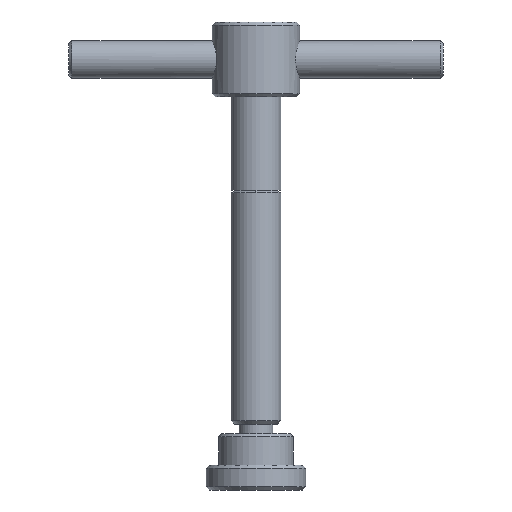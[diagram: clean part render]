
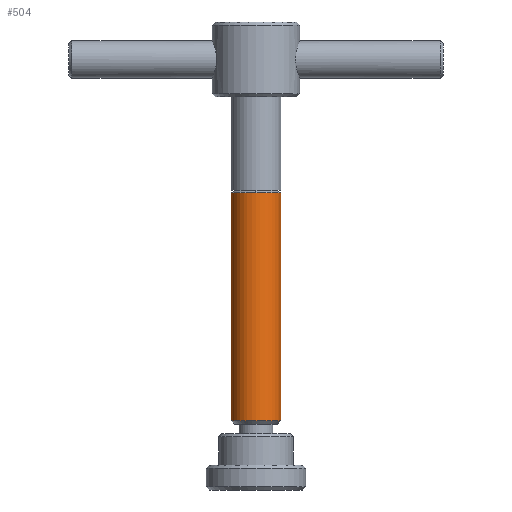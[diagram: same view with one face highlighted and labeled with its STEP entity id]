
A CAD part, front view. The second image highlights one B-rep face of the part: STEP entity #504.
In plain terms, the highlighted cylindrical face has radius 4 mm (diameter 8 mm), a partial arc.
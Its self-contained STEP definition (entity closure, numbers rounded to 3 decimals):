
#256=EDGE_CURVE('',#384,#408,#658,.T.);
#312=EDGE_CURVE('',#408,#348,#722,.T.);
#348=VERTEX_POINT('',#768);
#378=EDGE_CURVE('',#474,#482,#801,.T.);
#380=EDGE_CURVE('',#482,#384,#803,.T.);
#384=VERTEX_POINT('',#807);
#408=VERTEX_POINT('',#834);
#452=EDGE_CURVE('',#348,#474,#881,.T.);
#474=VERTEX_POINT('',#906);
#482=VERTEX_POINT('',#914);
#504=ADVANCED_FACE('',(#938),#939,.T.);
#658=CIRCLE('',#1110,4.0);
#722=LINE('',#1214,#1215);
#768=CARTESIAN_POINT('',(4.,0.,47.609));
#801=CIRCLE('',#1310,4.0);
#803=LINE('',#1313,#1314);
#807=CARTESIAN_POINT('',(-4.,0.,11.1));
#834=CARTESIAN_POINT('',(4.,0.,11.1));
#881=CIRCLE('',#1464,4.0);
#906=CARTESIAN_POINT('',(0.,-4.,47.609));
#914=CARTESIAN_POINT('',(-4.,0.,47.609));
#938=FACE_OUTER_BOUND('',#1587,.T.);
#939=CYLINDRICAL_SURFACE('',#1588,4.0);
#1110=AXIS2_PLACEMENT_3D('',#1802,#1803,#1804);
#1214=CARTESIAN_POINT('',(4.,0.,37.05));
#1215=VECTOR('',#1899,1.0);
#1310=AXIS2_PLACEMENT_3D('',#2037,#2038,#2039);
#1313=CARTESIAN_POINT('',(-4.,0.,37.05));
#1314=VECTOR('',#2040,1.0);
#1464=AXIS2_PLACEMENT_3D('',#2109,#2110,#2111);
#1587=EDGE_LOOP('',(#2164,#2165,#2166,#2167,#2168));
#1588=AXIS2_PLACEMENT_3D('',#2169,#2170,#2171);
#1802=CARTESIAN_POINT('',(0.,0.,11.1));
#1803=DIRECTION('',(0.,0.,1.0));
#1804=DIRECTION('',(1.0,0.,0.));
#1899=DIRECTION('',(0.,0.,1.0));
#2037=CARTESIAN_POINT('',(0.,0.,47.609));
#2038=DIRECTION('',(0.,0.,-1.0));
#2039=DIRECTION('',(1.0,0.,0.));
#2040=DIRECTION('',(0.,0.,-1.0));
#2109=CARTESIAN_POINT('',(0.,0.,47.609));
#2110=DIRECTION('',(0.,0.,-1.0));
#2111=DIRECTION('',(1.0,0.,0.));
#2164=ORIENTED_EDGE('',*,*,#312,.T.);
#2165=ORIENTED_EDGE('',*,*,#452,.T.);
#2166=ORIENTED_EDGE('',*,*,#378,.T.);
#2167=ORIENTED_EDGE('',*,*,#380,.T.);
#2168=ORIENTED_EDGE('',*,*,#256,.T.);
#2169=CARTESIAN_POINT('',(0.,0.,37.05));
#2170=DIRECTION('',(0.,0.,-1.0));
#2171=DIRECTION('',(1.0,0.,0.));
